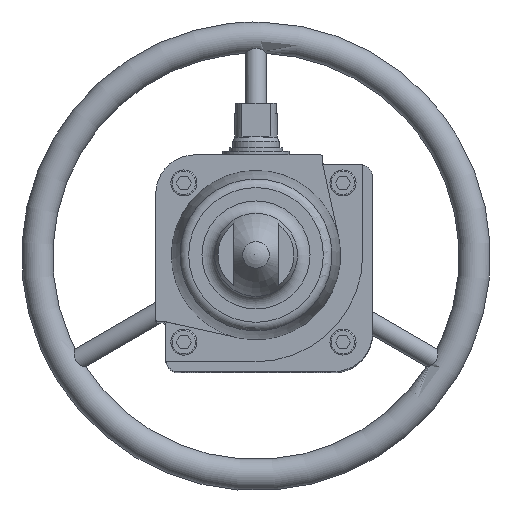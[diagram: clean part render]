
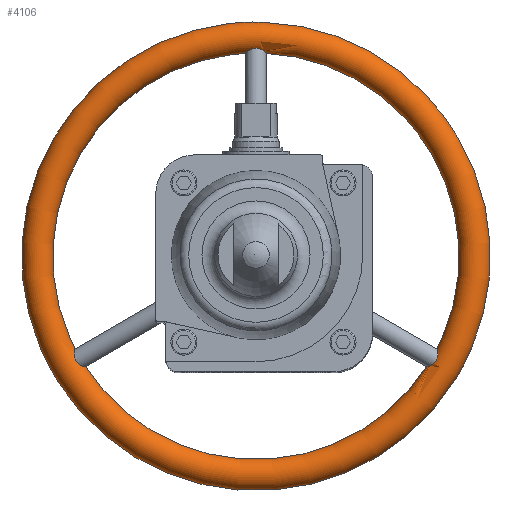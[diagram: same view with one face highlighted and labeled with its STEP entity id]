
A CAD part, top view. The second image highlights one B-rep face of the part: STEP entity #4106.
In plain terms, the highlighted toroidal (fillet/blend) face has major radius 84 mm and minor radius 6 mm.
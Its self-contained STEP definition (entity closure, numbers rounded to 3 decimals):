
#53=TOROIDAL_SURFACE('',#4475,84.,6.);
#115=B_SPLINE_CURVE_WITH_KNOTS('',3,(#6506,#6507,#6508,#6509,#6510,#6511,
#6512,#6513,#6514,#6515,#6516,#6517,#6518,#6519,#6520,#6521,#6522,#6523,
#6524,#6525),.UNSPECIFIED.,.T.,.F.,(1,1,1,1,1,1,1,1,1,1,1,1,1,1,1,1,1,1,
1,1,1,1,1,1),(-0.005,-0.003,-0.002,
0.,0.002,0.002,0.003,0.005,
0.007,0.008,0.01,0.011,
0.013,0.015,0.016,0.018,
0.02,0.021,0.023,0.025,
0.026,0.028,0.029,0.03),
 .UNSPECIFIED.);
#116=B_SPLINE_CURVE_WITH_KNOTS('',3,(#6528,#6529,#6530,#6531,#6532,#6533,
#6534,#6535,#6536,#6537,#6538,#6539,#6540,#6541,#6542,#6543,#6544,#6545,
#6546,#6547),.UNSPECIFIED.,.T.,.F.,(1,1,1,1,1,1,1,1,1,1,1,1,1,1,1,1,1,1,
1,1,1,1,1,1),(-0.005,-0.003,-0.002,
0.,0.001,0.002,0.003,0.005,
0.007,0.008,0.01,0.011,
0.013,0.015,0.016,0.018,
0.02,0.021,0.023,0.024,
0.026,0.027,0.028,0.029),
 .UNSPECIFIED.);
#117=B_SPLINE_CURVE_WITH_KNOTS('',3,(#6550,#6551,#6552,#6553,#6554,#6555,
#6556,#6557,#6558,#6559,#6560,#6561,#6562,#6563,#6564,#6565,#6566,#6567,
#6568,#6569),.UNSPECIFIED.,.T.,.F.,(1,1,1,1,1,1,1,1,1,1,1,1,1,1,1,1,1,1,
1,1,1,1,1,1),(-0.005,-0.003,-0.002,
0.,0.002,0.003,0.005,0.007,
0.008,0.01,0.011,0.013,
0.015,0.016,0.018,0.02,
0.02,0.021,0.023,0.025,
0.026,0.028,0.029,0.031),
 .UNSPECIFIED.);
#1214=ORIENTED_EDGE('',*,*,#2205,.F.);
#1215=ORIENTED_EDGE('',*,*,#2204,.F.);
#1216=ORIENTED_EDGE('',*,*,#2203,.F.);
#2203=EDGE_CURVE('',#2710,#2710,#115,.T.);
#2204=EDGE_CURVE('',#2711,#2711,#116,.T.);
#2205=EDGE_CURVE('',#2712,#2712,#117,.T.);
#2710=VERTEX_POINT('',#6526);
#2711=VERTEX_POINT('',#6548);
#2712=VERTEX_POINT('',#6570);
#3274=EDGE_LOOP('',(#1214));
#3275=EDGE_LOOP('',(#1215));
#3276=EDGE_LOOP('',(#1216));
#3672=FACE_BOUND('',#3274,.T.);
#3673=FACE_BOUND('',#3275,.T.);
#3674=FACE_BOUND('',#3276,.T.);
#4106=ADVANCED_FACE('',(#3672,#3673,#3674),#53,.T.);
#4475=AXIS2_PLACEMENT_3D('',#6571,#5144,#5145);
#5144=DIRECTION('',(0.,0.,-1.));
#5145=DIRECTION('',(-1.,0.,0.));
#6506=CARTESIAN_POINT('',(-3.264,78.168,-181.644));
#6507=CARTESIAN_POINT('',(-2.191,78.73,-182.786));
#6508=CARTESIAN_POINT('',(-1.007,79.186,-183.39));
#6509=CARTESIAN_POINT('',(0.098,79.283,-183.506));
#6510=CARTESIAN_POINT('',(1.185,79.133,-183.324));
#6511=CARTESIAN_POINT('',(2.328,78.661,-182.674));
#6512=CARTESIAN_POINT('',(3.357,78.118,-181.499));
#6513=CARTESIAN_POINT('',(4.003,77.825,-179.981));
#6514=CARTESIAN_POINT('',(4.046,78.008,-178.294));
#6515=CARTESIAN_POINT('',(3.402,78.636,-176.861));
#6516=CARTESIAN_POINT('',(2.269,79.387,-175.888));
#6517=CARTESIAN_POINT('',(0.773,79.944,-175.378));
#6518=CARTESIAN_POINT('',(-0.924,79.913,-175.403));
#6519=CARTESIAN_POINT('',(-2.398,79.316,-175.964));
#6520=CARTESIAN_POINT('',(-3.488,78.565,-176.979));
#6521=CARTESIAN_POINT('',(-4.074,77.965,-178.459));
#6522=CARTESIAN_POINT('',(-3.963,77.835,-180.145));
#6523=CARTESIAN_POINT('',(-3.264,78.168,-181.644));
#6524=CARTESIAN_POINT('',(-2.191,78.73,-182.786));
#6525=CARTESIAN_POINT('',(-1.007,79.186,-183.39));
#6526=CARTESIAN_POINT('',(-2.133,78.728,-182.716));
#6528=CARTESIAN_POINT('',(-67.29,-41.126,-182.948));
#6529=CARTESIAN_POINT('',(-68.28,-40.246,-183.473));
#6530=CARTESIAN_POINT('',(-68.841,-39.29,-183.482));
#6531=CARTESIAN_POINT('',(-69.178,-38.265,-183.208));
#6532=CARTESIAN_POINT('',(-69.298,-37.081,-182.49));
#6533=CARTESIAN_POINT('',(-69.338,-35.981,-181.249));
#6534=CARTESIAN_POINT('',(-69.424,-35.39,-179.672));
#6535=CARTESIAN_POINT('',(-69.622,-35.605,-178.008));
#6536=CARTESIAN_POINT('',(-69.833,-36.591,-176.65));
#6537=CARTESIAN_POINT('',(-69.871,-38.006,-175.76));
#6538=CARTESIAN_POINT('',(-69.509,-39.593,-175.339));
#6539=CARTESIAN_POINT('',(-68.527,-40.974,-175.469));
#6540=CARTESIAN_POINT('',(-67.255,-41.868,-176.118));
#6541=CARTESIAN_POINT('',(-66.105,-42.369,-177.22));
#6542=CARTESIAN_POINT('',(-65.413,-42.508,-178.754));
#6543=CARTESIAN_POINT('',(-65.498,-42.287,-180.441));
#6544=CARTESIAN_POINT('',(-66.228,-41.808,-181.876));
#6545=CARTESIAN_POINT('',(-67.29,-41.126,-182.948));
#6546=CARTESIAN_POINT('',(-68.28,-40.246,-183.473));
#6547=CARTESIAN_POINT('',(-68.841,-39.29,-183.482));
#6548=CARTESIAN_POINT('',(-68.401,-39.986,-183.441));
#6550=CARTESIAN_POINT('',(65.938,-41.989,-181.444));
#6551=CARTESIAN_POINT('',(65.384,-42.393,-179.901));
#6552=CARTESIAN_POINT('',(65.561,-42.504,-178.22));
#6553=CARTESIAN_POINT('',(66.449,-42.245,-176.808));
#6554=CARTESIAN_POINT('',(67.674,-41.622,-175.855));
#6555=CARTESIAN_POINT('',(68.897,-40.583,-175.367));
#6556=CARTESIAN_POINT('',(69.689,-39.086,-175.417));
#6557=CARTESIAN_POINT('',(69.889,-37.516,-175.999));
#6558=CARTESIAN_POINT('',(69.775,-36.215,-177.035));
#6559=CARTESIAN_POINT('',(69.55,-35.442,-178.513));
#6560=CARTESIAN_POINT('',(69.385,-35.502,-180.204));
#6561=CARTESIAN_POINT('',(69.326,-36.293,-181.688));
#6562=CARTESIAN_POINT('',(69.275,-37.507,-182.813));
#6563=CARTESIAN_POINT('',(69.068,-38.769,-183.406));
#6564=CARTESIAN_POINT('',(68.587,-39.767,-183.504));
#6565=CARTESIAN_POINT('',(67.901,-40.629,-183.305));
#6566=CARTESIAN_POINT('',(66.919,-41.373,-182.639));
#6567=CARTESIAN_POINT('',(65.938,-41.989,-181.444));
#6568=CARTESIAN_POINT('',(65.384,-42.393,-179.901));
#6569=CARTESIAN_POINT('',(65.561,-42.504,-178.22));
#6570=CARTESIAN_POINT('',(65.506,-42.344,-179.878));
#6571=CARTESIAN_POINT('',(0.,0.,-179.8));
